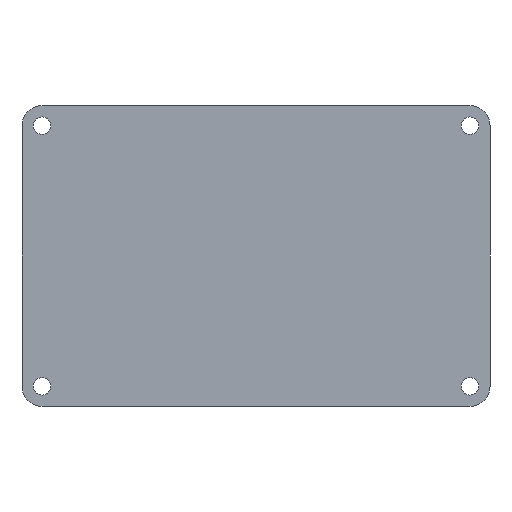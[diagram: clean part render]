
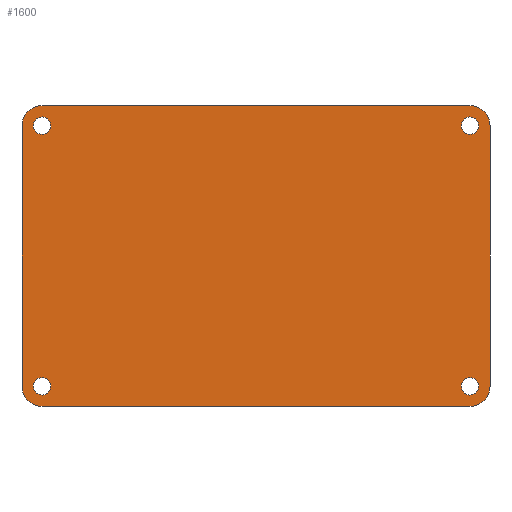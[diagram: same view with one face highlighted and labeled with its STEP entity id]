
A CAD part, front view. The second image highlights one B-rep face of the part: STEP entity #1600.
In plain terms, the highlighted planar face has unit normal (0, -1, 0).
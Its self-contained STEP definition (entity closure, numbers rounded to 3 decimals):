
#38=FACE_BOUND('',#243,.T.);
#39=FACE_BOUND('',#244,.T.);
#40=FACE_BOUND('',#245,.T.);
#41=FACE_BOUND('',#246,.T.);
#50=CIRCLE('',#1696,1.3);
#51=CIRCLE('',#1698,1.3);
#52=CIRCLE('',#1700,1.3);
#53=CIRCLE('',#1702,1.3);
#54=CIRCLE('',#1704,3.);
#55=CIRCLE('',#1707,3.);
#56=CIRCLE('',#1710,3.);
#57=CIRCLE('',#1712,3.);
#142=FACE_OUTER_BOUND('',#242,.T.);
#242=EDGE_LOOP('',(#1427,#1428,#1429,#1430,#1431,#1432,#1433,#1434));
#243=EDGE_LOOP('',(#1435));
#244=EDGE_LOOP('',(#1436));
#245=EDGE_LOOP('',(#1437));
#246=EDGE_LOOP('',(#1438));
#438=LINE('',#2542,#638);
#441=LINE('',#2551,#641);
#445=LINE('',#2562,#645);
#446=LINE('',#2564,#646);
#638=VECTOR('',#2091,10.);
#641=VECTOR('',#2100,10.);
#645=VECTOR('',#2114,10.);
#646=VECTOR('',#2117,10.);
#779=VERTEX_POINT('',#2518);
#780=VERTEX_POINT('',#2522);
#781=VERTEX_POINT('',#2526);
#782=VERTEX_POINT('',#2530);
#783=VERTEX_POINT('',#2534);
#784=VERTEX_POINT('',#2536);
#785=VERTEX_POINT('',#2540);
#786=VERTEX_POINT('',#2544);
#787=VERTEX_POINT('',#2546);
#788=VERTEX_POINT('',#2550);
#789=VERTEX_POINT('',#2554);
#790=VERTEX_POINT('',#2558);
#984=EDGE_CURVE('',#779,#779,#50,.T.);
#986=EDGE_CURVE('',#780,#780,#51,.T.);
#988=EDGE_CURVE('',#781,#781,#52,.T.);
#990=EDGE_CURVE('',#782,#782,#53,.T.);
#992=EDGE_CURVE('',#783,#784,#54,.T.);
#995=EDGE_CURVE('',#783,#785,#438,.T.);
#997=EDGE_CURVE('',#786,#787,#55,.T.);
#999=EDGE_CURVE('',#788,#787,#441,.T.);
#1001=EDGE_CURVE('',#788,#789,#56,.T.);
#1004=EDGE_CURVE('',#790,#785,#57,.T.);
#1005=EDGE_CURVE('',#790,#789,#445,.T.);
#1006=EDGE_CURVE('',#786,#784,#446,.T.);
#1427=ORIENTED_EDGE('',*,*,#992,.F.);
#1428=ORIENTED_EDGE('',*,*,#995,.T.);
#1429=ORIENTED_EDGE('',*,*,#1004,.F.);
#1430=ORIENTED_EDGE('',*,*,#1005,.T.);
#1431=ORIENTED_EDGE('',*,*,#1001,.F.);
#1432=ORIENTED_EDGE('',*,*,#999,.T.);
#1433=ORIENTED_EDGE('',*,*,#997,.F.);
#1434=ORIENTED_EDGE('',*,*,#1006,.T.);
#1435=ORIENTED_EDGE('',*,*,#984,.T.);
#1436=ORIENTED_EDGE('',*,*,#986,.T.);
#1437=ORIENTED_EDGE('',*,*,#988,.T.);
#1438=ORIENTED_EDGE('',*,*,#990,.T.);
#1515=PLANE('',#1715);
#1600=ADVANCED_FACE('',(#142,#38,#39,#40,#41),#1515,.F.);
#1696=AXIS2_PLACEMENT_3D('',#2520,#2065,#2066);
#1698=AXIS2_PLACEMENT_3D('',#2524,#2070,#2071);
#1700=AXIS2_PLACEMENT_3D('',#2528,#2075,#2076);
#1702=AXIS2_PLACEMENT_3D('',#2532,#2080,#2081);
#1704=AXIS2_PLACEMENT_3D('',#2537,#2085,#2086);
#1707=AXIS2_PLACEMENT_3D('',#2547,#2095,#2096);
#1710=AXIS2_PLACEMENT_3D('',#2555,#2104,#2105);
#1712=AXIS2_PLACEMENT_3D('',#2560,#2110,#2111);
#1715=AXIS2_PLACEMENT_3D('',#2565,#2118,#2119);
#2065=DIRECTION('center_axis',(0.,1.,0.));
#2066=DIRECTION('ref_axis',(-1.,0.,0.));
#2070=DIRECTION('center_axis',(0.,1.,0.));
#2071=DIRECTION('ref_axis',(-1.,0.,0.));
#2075=DIRECTION('center_axis',(0.,1.,0.));
#2076=DIRECTION('ref_axis',(-1.,0.,0.));
#2080=DIRECTION('center_axis',(0.,1.,0.));
#2081=DIRECTION('ref_axis',(-1.,0.,0.));
#2085=DIRECTION('center_axis',(0.,1.,0.));
#2086=DIRECTION('ref_axis',(0.707,0.,0.707));
#2091=DIRECTION('',(-1.,0.,0.));
#2095=DIRECTION('center_axis',(0.,1.,0.));
#2096=DIRECTION('ref_axis',(0.707,0.,-0.707));
#2100=DIRECTION('',(1.,0.,0.));
#2104=DIRECTION('center_axis',(0.,1.,0.));
#2105=DIRECTION('ref_axis',(-0.707,0.,-0.707));
#2110=DIRECTION('center_axis',(0.,1.,0.));
#2111=DIRECTION('ref_axis',(-0.707,0.,0.707));
#2114=DIRECTION('',(0.,0.,-1.));
#2117=DIRECTION('',(0.,0.,1.));
#2118=DIRECTION('center_axis',(0.,1.,0.));
#2119=DIRECTION('ref_axis',(1.,0.,0.));
#2518=CARTESIAN_POINT('',(33.3,0.,-19.5));
#2520=CARTESIAN_POINT('Origin',(32.,0.,-19.5));
#2522=CARTESIAN_POINT('',(33.3,0.,19.5));
#2524=CARTESIAN_POINT('Origin',(32.,0.,19.5));
#2526=CARTESIAN_POINT('',(-30.7,0.,-19.5));
#2528=CARTESIAN_POINT('Origin',(-32.,0.,-19.5));
#2530=CARTESIAN_POINT('',(-30.7,0.,19.5));
#2532=CARTESIAN_POINT('Origin',(-32.,0.,19.5));
#2534=CARTESIAN_POINT('',(32.,0.,22.5));
#2536=CARTESIAN_POINT('',(35.,0.,19.5));
#2537=CARTESIAN_POINT('Origin',(32.,0.,19.5));
#2540=CARTESIAN_POINT('',(-32.,0.,22.5));
#2542=CARTESIAN_POINT('',(35.,0.,22.5));
#2544=CARTESIAN_POINT('',(35.,0.,-19.5));
#2546=CARTESIAN_POINT('',(32.,0.,-22.5));
#2547=CARTESIAN_POINT('Origin',(32.,0.,-19.5));
#2550=CARTESIAN_POINT('',(-32.,0.,-22.5));
#2551=CARTESIAN_POINT('',(-35.,0.,-22.5));
#2554=CARTESIAN_POINT('',(-35.,0.,-19.5));
#2555=CARTESIAN_POINT('Origin',(-32.,0.,-19.5));
#2558=CARTESIAN_POINT('',(-35.,0.,19.5));
#2560=CARTESIAN_POINT('Origin',(-32.,0.,19.5));
#2562=CARTESIAN_POINT('',(-35.,0.,22.5));
#2564=CARTESIAN_POINT('',(35.,0.,-22.5));
#2565=CARTESIAN_POINT('Origin',(0.,0.,0.));
